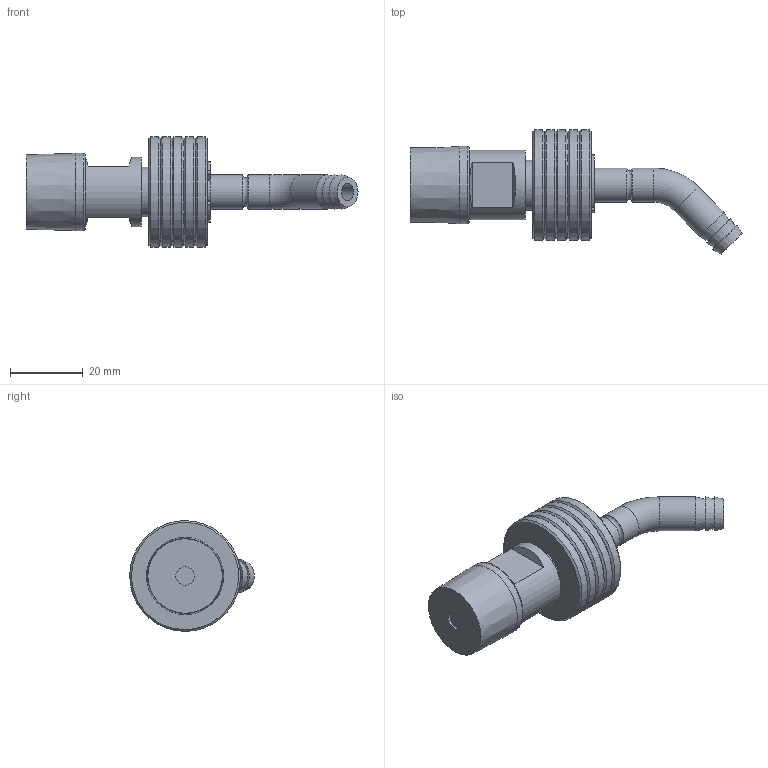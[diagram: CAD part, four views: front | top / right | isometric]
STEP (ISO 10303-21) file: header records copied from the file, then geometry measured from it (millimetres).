
FILE_DESCRIPTION((''),'2;1');
FILE_NAME('OFSV45 .5N.stp','2015-01-25T21:35:32',('Administrator'),(''),'Autodesk Inventor 2010','Autodesk Inventor 2010','');
FILE_SCHEMA(('AUTOMOTIVE_DESIGN { 1 0 10303 214 1 1 1 1 }'));
Length unit declared in the file: inch
Products named in the file (1): OFSV45 
Bounding box: 91.3 x 34.28 x 30.48 mm (x, y, z)
Surface area: 9343.7 mm2 (no closed solid volume)
Topology: 0 solids, 8 shells, 69 faces, 173 edges, 115 vertices
Faces by surface type: cylinder 26, plane 26, cone 14, torus 2, bspline 1
Full cylindrical faces by diameter (mm): 4.699 x2, 5.08 x1, 7.544 x1, 9.017 x1, 9.398 x3, 9.906 x1, 13.716 x1, 19.05 x1, 21.26 x1, 30.48 x5
Entity records: 2176 total; most frequent: CARTESIAN_POINT 552, DIRECTION 338, ORIENTED_EDGE 221, AXIS2_PLACEMENT_3D 149, EDGE_CURVE 128, EDGE_LOOP 121, VERTEX_POINT 106, CIRCLE 76
